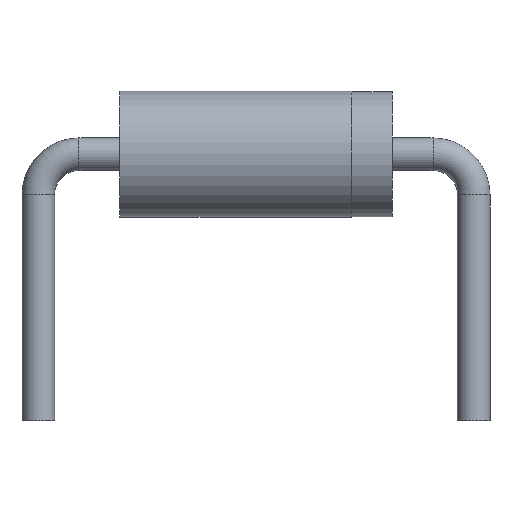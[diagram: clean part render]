
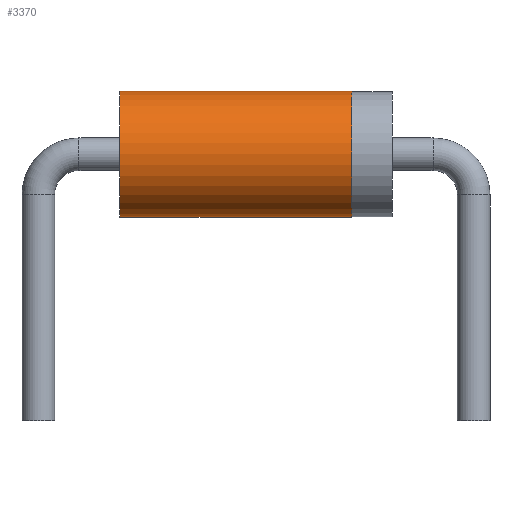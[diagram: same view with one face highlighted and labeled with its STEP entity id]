
A CAD part, front view. The second image highlights one B-rep face of the part: STEP entity #3370.
In plain terms, the highlighted cylindrical face has radius 1.55 mm (diameter 3.1 mm), a partial arc.
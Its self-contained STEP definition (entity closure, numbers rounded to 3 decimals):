
#96 = DIRECTION ( 'NONE',  ( 0., 0., 1. ) ) ;
#290 = DIRECTION ( 'NONE',  ( 1., 0., 0. ) ) ;
#516 = LINE ( 'NONE', #8955, #10286 ) ;
#545 = CIRCLE ( 'NONE', #8740, 1.55 ) ;
#1263 = ORIENTED_EDGE ( 'NONE', *, *, #11558, .F. ) ;
#1557 = DIRECTION ( 'NONE',  ( -1., 0., 0. ) ) ;
#2004 = VERTEX_POINT ( 'NONE', #6295 ) ;
#2119 = DIRECTION ( 'NONE',  ( 0., 0., -1. ) ) ;
#2612 = AXIS2_PLACEMENT_3D ( 'NONE', #9230, #12320, #96 ) ;
#2905 = VERTEX_POINT ( 'NONE', #10590 ) ;
#3328 = DIRECTION ( 'NONE',  ( 1., 0., 0. ) ) ;
#3370 = ADVANCED_FACE ( 'NONE', ( #12180 ), #5101, .T. ) ;
#3715 = CARTESIAN_POINT ( 'NONE',  ( 6.7, 0., -1.55 ) ) ;
#4149 = VERTEX_POINT ( 'NONE', #11184 ) ;
#4470 = AXIS2_PLACEMENT_3D ( 'NONE', #7462, #290, #5348 ) ;
#5101 = CYLINDRICAL_SURFACE ( 'NONE', #2612, 1.55 ) ;
#5253 = ORIENTED_EDGE ( 'NONE', *, *, #6448, .T. ) ;
#5348 = DIRECTION ( 'NONE',  ( 0., 0., -1. ) ) ;
#6295 = CARTESIAN_POINT ( 'NONE',  ( 5.7, 0., 1.55 ) ) ;
#6448 = EDGE_CURVE ( 'NONE', #2004, #11724, #516, .T. ) ;
#7462 = CARTESIAN_POINT ( 'NONE',  ( 5.7, 0., 0. ) ) ;
#8096 = EDGE_CURVE ( 'NONE', #11724, #4149, #545, .T. ) ;
#8605 = CIRCLE ( 'NONE', #4470, 1.55 ) ;
#8634 = CARTESIAN_POINT ( 'NONE',  ( 0., 0., 1.55 ) ) ;
#8740 = AXIS2_PLACEMENT_3D ( 'NONE', #9617, #3328, #2119 ) ;
#8955 = CARTESIAN_POINT ( 'NONE',  ( 6.7, 0., 1.55 ) ) ;
#9230 = CARTESIAN_POINT ( 'NONE',  ( 6.7, 0., 0. ) ) ;
#9617 = CARTESIAN_POINT ( 'NONE',  ( 0., 0., 0. ) ) ;
#10286 = VECTOR ( 'NONE', #11037, 1000. ) ;
#10590 = CARTESIAN_POINT ( 'NONE',  ( 5.7, 0., -1.55 ) ) ;
#11037 = DIRECTION ( 'NONE',  ( -1., 0., 0. ) ) ;
#11127 = ORIENTED_EDGE ( 'NONE', *, *, #13250, .F. ) ;
#11184 = CARTESIAN_POINT ( 'NONE',  ( 0., 0., -1.55 ) ) ;
#11333 = ORIENTED_EDGE ( 'NONE', *, *, #8096, .T. ) ;
#11558 = EDGE_CURVE ( 'NONE', #2004, #2905, #8605, .T. ) ;
#11724 = VERTEX_POINT ( 'NONE', #8634 ) ;
#12180 = FACE_OUTER_BOUND ( 'NONE', #12885, .T. ) ;
#12299 = VECTOR ( 'NONE', #1557, 1000. ) ;
#12320 = DIRECTION ( 'NONE',  ( -1., 0., 0. ) ) ;
#12885 = EDGE_LOOP ( 'NONE', ( #11127, #1263, #5253, #11333 ) ) ;
#13091 = LINE ( 'NONE', #3715, #12299 ) ;
#13250 = EDGE_CURVE ( 'NONE', #2905, #4149, #13091, .T. ) ;
